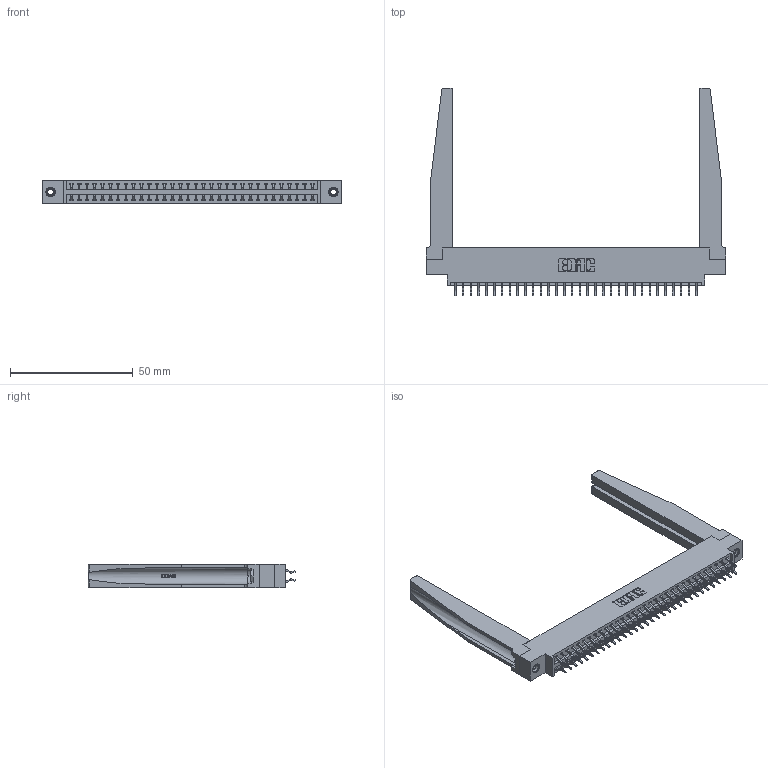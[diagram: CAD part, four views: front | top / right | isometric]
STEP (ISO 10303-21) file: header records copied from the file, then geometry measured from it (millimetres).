
FILE_DESCRIPTION (( 'STEP AP203' ), '1' );
FILE_NAME ('396-064-556-878.STEP', '2019-11-02T09:52:44', ( '' ), ( '' ), 'SwSTEP 2.0', 'SolidWorks 2016', '' );
FILE_SCHEMA (( 'CONFIG_CONTROL_DESIGN' ));
Length unit declared in the file: inch
Products named in the file (5): 345-292-001_556 Tail; 346-220-078_345-220-078; 345-250-001_345-250-001-102; 396-064-556-878; 346 Part_0.170 Offset - 0.156 Dia-TH
Assembly tree (69 placements, depth 2):
  396-064-556-878
    346 Part_0.170 Offset - 0.156 Dia-TH
    345-292-001_556 Tail  x64
    346-220-078_345-220-078  x2
    345-250-001_345-250-001-102  x2
Bounding box: 122.17 x 84.84 x 9.4 mm (x, y, z)
Volume: 18587.5 mm3; surface area: 22553.6 mm2
Topology: 69 solids, 69 shells, 4072 faces, 12021 edges, 7918 vertices
Faces by surface type: plane 2718, cylinder 1302, bspline 36, cone 12, torus 4
Entity records: 27330 total; most frequent: CARTESIAN_POINT 5471, ORIENTED_EDGE 4282, DIRECTION 3847, EDGE_CURVE 2141, LINE 1779, VECTOR 1779, VERTEX_POINT 1420, AXIS2_PLACEMENT_3D 1034
